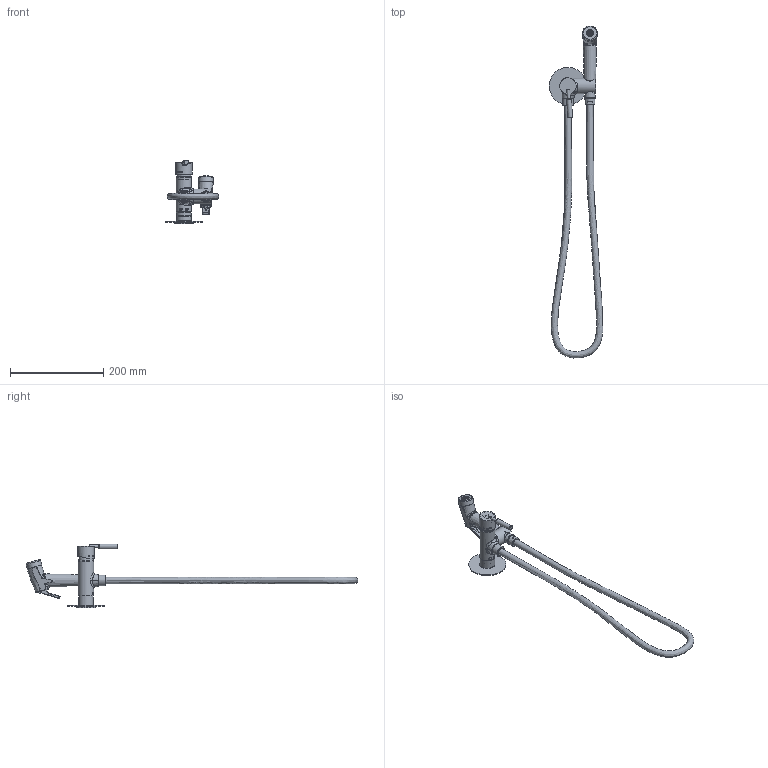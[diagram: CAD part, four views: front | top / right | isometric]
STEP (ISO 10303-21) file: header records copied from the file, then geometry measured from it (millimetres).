
FILE_DESCRIPTION (( 'STEP AP203' ), '1' );
FILE_NAME ('99FP02574.STEP', '2021-04-19T07:24:16', ( '' ), ( '' ), 'SwSTEP 2.0', 'SolidWorks 2018', '' );
FILE_SCHEMA (( 'CONFIG_CONTROL_DESIGN' ));
Length unit declared in the file: millimetre
Products named in the file (1): 99FP02574
Bounding box: 114.71 x 711.41 x 137.1 mm (x, y, z)
Volume: 336891.6 mm3; surface area: 140476.4 mm2
Topology: 15 solids, 15 shells, 720 faces, 1745 edges, 1120 vertices
Faces by surface type: plane 258, cylinder 205, bspline 158, cone 65, torus 29, sphere 5
Full cylindrical faces by diameter (mm): 1.5 x33, 2.5 x1, 3.5 x3, 4.2 x3, 5 x4, 5.5 x3, 6 x2, 6.2 x2, 8.1 x1, 9 x1, 9.5 x2, 10 x2, 10.5 x1, 11 x2, 11.5 x1, 12.5 x1, 14.5 x1, 15 x1, 16 x1, 16.4 x1, 16.5 x1, 17 x1, 17.5 x1, 18 x1, 18.5 x1, 18.6 x1, 18.76 x1, 19 x1, 19.2 x1, 19.5 x1
Entity records: 37921 total; most frequent: CARTESIAN_POINT 23631, ORIENTED_EDGE 3034, DIRECTION 2413, EDGE_CURVE 1517, VERTEX_POINT 1065, AXIS2_PLACEMENT_3D 1009, EDGE_LOOP 990, FACE_OUTER_BOUND 832
